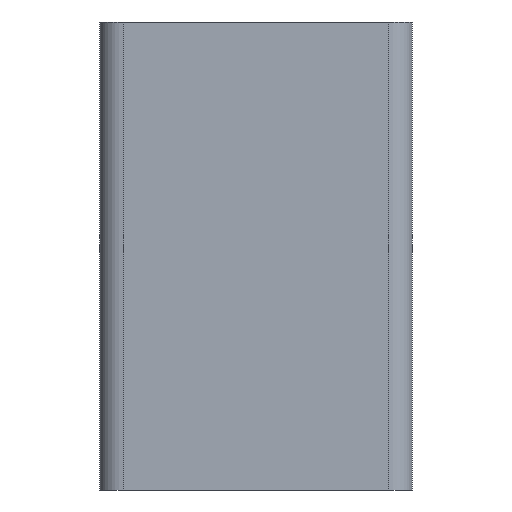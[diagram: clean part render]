
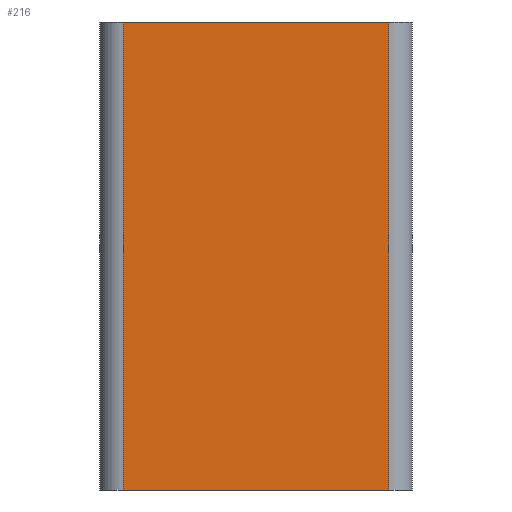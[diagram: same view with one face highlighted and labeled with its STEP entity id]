
A CAD part, front view. The second image highlights one B-rep face of the part: STEP entity #216.
In plain terms, the highlighted planar face has unit normal (0, -1, 0).
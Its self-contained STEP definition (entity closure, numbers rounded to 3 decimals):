
#91 = DIRECTION ( 'NONE',  ( 0., -1., 0. ) ) ;
#216 = ADVANCED_FACE ( 'NONE', ( #693 ), #4770, .T. ) ;
#246 = VECTOR ( 'NONE', #3912, 1000. ) ;
#353 = LINE ( 'NONE', #1785, #4497 ) ;
#638 = DIRECTION ( 'NONE',  ( 0., 0., 1. ) ) ;
#693 = FACE_OUTER_BOUND ( 'NONE', #2360, .T. ) ;
#1005 = CARTESIAN_POINT ( 'NONE',  ( 8.5, -10., 0. ) ) ;
#1035 = DIRECTION ( 'NONE',  ( 1., 0., 0. ) ) ;
#1176 = EDGE_CURVE ( 'NONE', #2768, #1554, #2929, .T. ) ;
#1240 = CARTESIAN_POINT ( 'NONE',  ( 8.5, -10., 30. ) ) ;
#1554 = VERTEX_POINT ( 'NONE', #2566 ) ;
#1613 = CARTESIAN_POINT ( 'NONE',  ( -8.5, -10., 0. ) ) ;
#1785 = CARTESIAN_POINT ( 'NONE',  ( -8.5, -10., 30. ) ) ;
#2038 = VECTOR ( 'NONE', #2321, 1000. ) ;
#2125 = CARTESIAN_POINT ( 'NONE',  ( -8.5, -10., 30. ) ) ;
#2198 = VERTEX_POINT ( 'NONE', #1240 ) ;
#2321 = DIRECTION ( 'NONE',  ( 0., 0., 1. ) ) ;
#2360 = EDGE_LOOP ( 'NONE', ( #2649, #3942, #4896, #4066 ) ) ;
#2507 = VECTOR ( 'NONE', #638, 1000. ) ;
#2566 = CARTESIAN_POINT ( 'NONE',  ( 8.5, -10., 0. ) ) ;
#2649 = ORIENTED_EDGE ( 'NONE', *, *, #2913, .F. ) ;
#2687 = LINE ( 'NONE', #1005, #2507 ) ;
#2768 = VERTEX_POINT ( 'NONE', #4721 ) ;
#2821 = DIRECTION ( 'NONE',  ( 0., 0., -1. ) ) ;
#2913 = EDGE_CURVE ( 'NONE', #3946, #2198, #353, .T. ) ;
#2929 = LINE ( 'NONE', #3140, #246 ) ;
#3124 = EDGE_CURVE ( 'NONE', #2768, #3946, #4138, .T. ) ;
#3140 = CARTESIAN_POINT ( 'NONE',  ( -8.5, -10., 0. ) ) ;
#3365 = AXIS2_PLACEMENT_3D ( 'NONE', #3576, #91, #2821 ) ;
#3576 = CARTESIAN_POINT ( 'NONE',  ( -8.5, -10., 0. ) ) ;
#3912 = DIRECTION ( 'NONE',  ( 1., 0., 0. ) ) ;
#3942 = ORIENTED_EDGE ( 'NONE', *, *, #3124, .F. ) ;
#3946 = VERTEX_POINT ( 'NONE', #2125 ) ;
#4039 = EDGE_CURVE ( 'NONE', #1554, #2198, #2687, .T. ) ;
#4066 = ORIENTED_EDGE ( 'NONE', *, *, #4039, .T. ) ;
#4138 = LINE ( 'NONE', #1613, #2038 ) ;
#4497 = VECTOR ( 'NONE', #1035, 1000. ) ;
#4721 = CARTESIAN_POINT ( 'NONE',  ( -8.5, -10., 0. ) ) ;
#4770 = PLANE ( 'NONE',  #3365 ) ;
#4896 = ORIENTED_EDGE ( 'NONE', *, *, #1176, .T. ) ;
